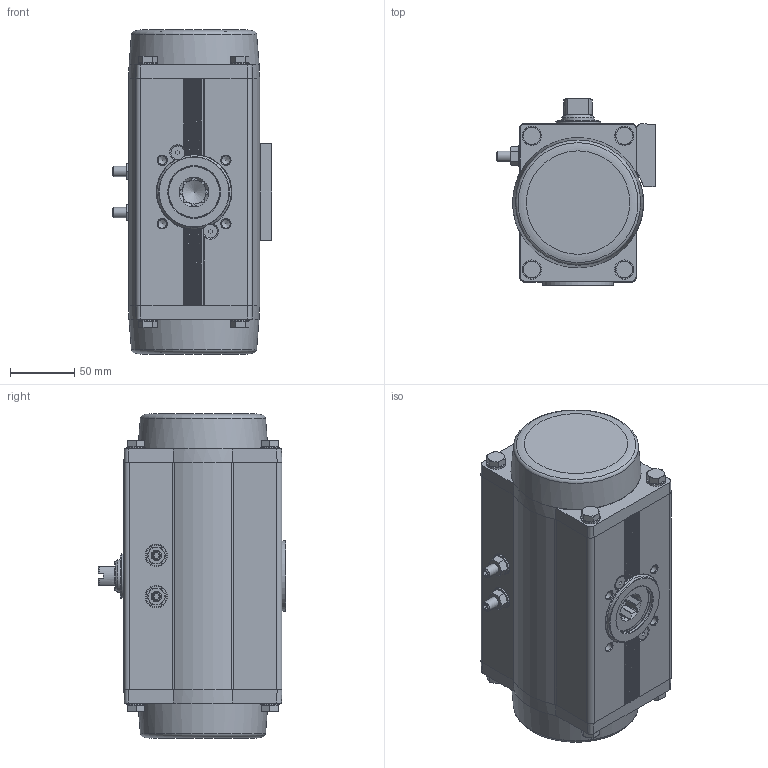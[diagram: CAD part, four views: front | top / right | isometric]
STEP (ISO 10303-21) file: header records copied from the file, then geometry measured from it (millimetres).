
FILE_DESCRIPTION(/* description */ ('STEP AP214'),/* implementation_level */ '2;1');
FILE_NAME(/* name */ '8102826_DFPD-120-RP-90-RS60-F07-R3-C-VDE2',/* time_stamp */ '2024-08-15T16:56:56+02:00',/* author */ ('License CC BY-ND 4.0'),/* organization */ ('CADENAS'),/* preprocessor_version */ 'ST-DEVELOPER v19.3',/* originating_system */ 'PARTsolutions',/* authorisation */ ' ');
FILE_SCHEMA (('AUTOMOTIVE_DESIGN {1 0 10303 214 3 1 1}'));
Length unit declared in the file: millimetre
Products named in the file (8): 8102826 DFPD-120-RP-90-RS60-F07-R3-C-VDE2---(0); 8042188 DFPD-120-90-RS-F07-C-VDE2---(housing); 8042188 DFPD-120(F04_0)---(shaft); 3639455 SCHEIBE 8.2X16X1.5-1.4301; DIN 934 - M8(F); 5087181 DFPD-60/80/120-C--(adj); 8101071 DFPD-CTR-F07--(ctr); 8120158 DFPD-...-C-VDE2---(PS)
Assembly tree (11 placements, depth 2):
  8102826 DFPD-120-RP-90-RS60-F07-R3-C-VDE2---(0)
    8042188 DFPD-120-90-RS-F07-C-VDE2---(housing)
    8042188 DFPD-120(F04_0)---(shaft)
    3639455 SCHEIBE 8.2X16X1.5-1.4301  x2
    DIN 934 - M8(F)  x2
    5087181 DFPD-60/80/120-C--(adj)  x2
    8101071 DFPD-CTR-F07--(ctr)
    8120158 DFPD-...-C-VDE2---(PS)  x2
Bounding box: 124.2 x 146 x 252.3 mm (x, y, z)
Volume: 2745632 mm3; surface area: 183834.4 mm2
Topology: 11 solids, 11 shells, 735 faces, 1682 edges, 1039 vertices
Faces by surface type: plane 343, cylinder 175, cone 169, torus 46, sphere 2
Full cylindrical faces by diameter (mm): 2 x2, 4.134 x10, 4.2 x1, 4.5 x2, 4.917 x1, 5.5 x2, 5.917 x2, 6.647 x8, 7 x2, 8 x2, 8.2 x2, 8.5 x2, 10 x2, 10.57 x2, 11.445 x2, 11.5 x2, 12 x2, 12.8 x1, 13 x2, 15 x8, 16 x2, 17.2 x2, 24 x1, 25 x3, 29.7 x2, 29.9 x1, 35 x2, 36 x1, 40 x3, 40.5 x2
Entity records: 18285 total; most frequent: CARTESIAN_POINT 3700, DIRECTION 2966, ORIENTED_EDGE 2624, EDGE_CURVE 1312, AXIS2_PLACEMENT_3D 1207, FACE_BOUND 941, EDGE_LOOP 926, VERTEX_POINT 917
